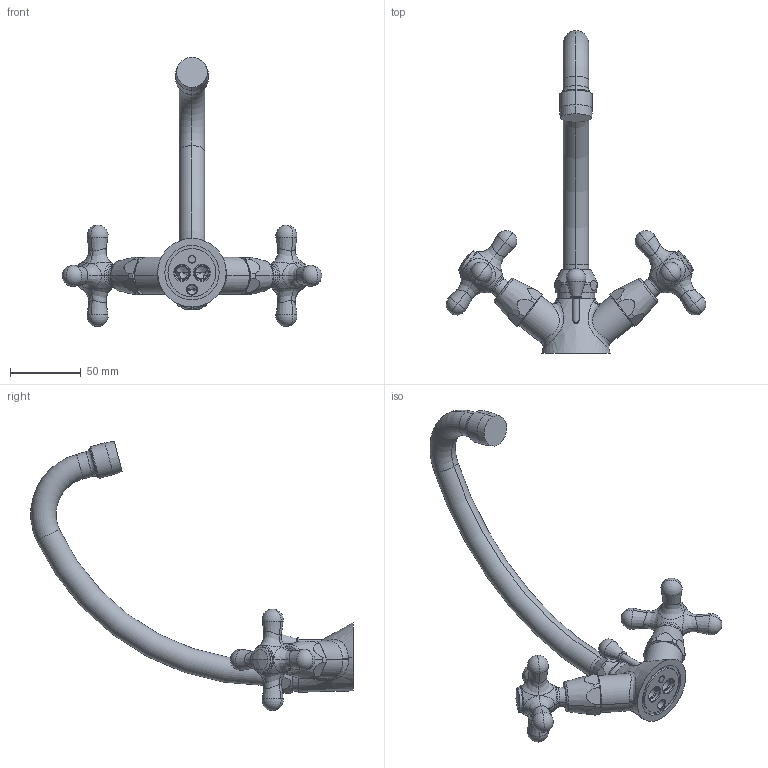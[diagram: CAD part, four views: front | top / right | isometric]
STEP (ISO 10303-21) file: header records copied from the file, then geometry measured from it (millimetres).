
FILE_DESCRIPTION((''),'2;1');
FILE_NAME('IRV076CR','2021-11-10T17:13:42',('ut3'),('PAFFONI SpA'),'CREO PARAMETRIC BY PTC INC, 2020044','CREO PARAMETRIC BY PTC INC, 2020044','');
FILE_SCHEMA(('CONFIG_CONTROL_DESIGN','SHAPE_APPEARANCE_LAYERS_GROUPS'));
Length unit declared in the file: millimetre
Products named in the file (1): IRV076CR
Bounding box: 183.9 x 228.33 x 190.84 mm (x, y, z)
Volume: 190771.5 mm3; surface area: 59795.9 mm2
Topology: 2 solids, 2 shells, 484 faces, 1126 edges, 651 vertices
Faces by surface type: plane 139, cone 112, cylinder 106, torus 58, bspline 51, sphere 18
Entity records: 22315 total; most frequent: CARTESIAN_POINT 8333, DIRECTION 2223, ORIENTED_EDGE 2192, EDGE_CURVE 1096, AXIS2_PLACEMENT_3D 928, VERTEX_POINT 651, EDGE_LOOP 525, CIRCLE 495
